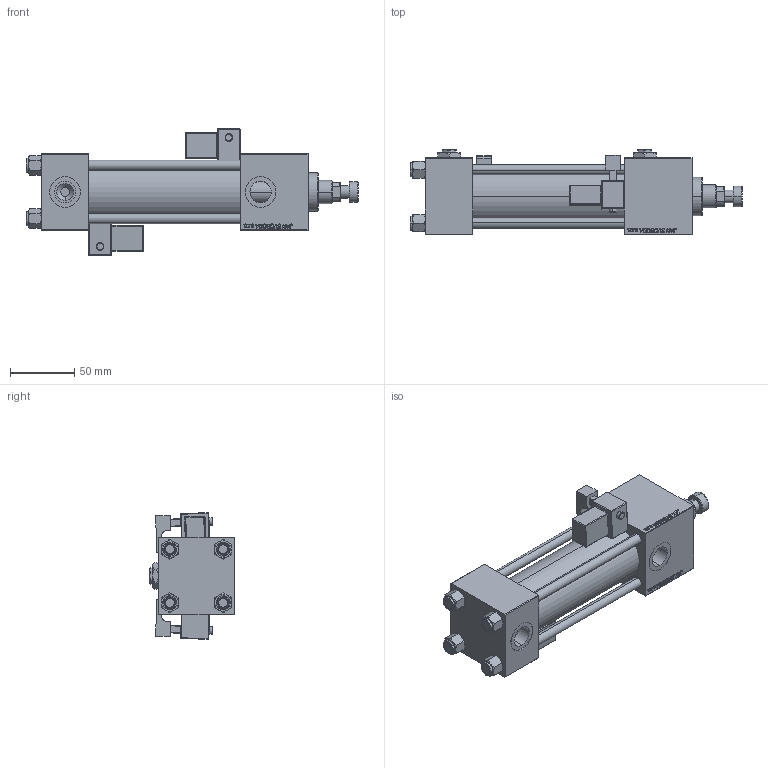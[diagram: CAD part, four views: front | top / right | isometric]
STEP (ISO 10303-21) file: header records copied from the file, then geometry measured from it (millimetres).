
FILE_DESCRIPTION (( 'STEP AP203' ), '1' );
FILE_NAME ('9abd.STEP', '2025-01-27T09:02:59', ( '' ), ( '' ), 'SwSTEP 2.0', 'SolidWorks 2019', '' );
FILE_SCHEMA (( 'CONFIG_CONTROL_DESIGN' ));
Length unit declared in the file: millimetre
Products named in the file (9): 9abd; V215CR_C_Body 2edb94713ed1fabf4e7c96316b1b5921; V215CR_MSU 2edb94713ed1fabf4e7c96316b1b5921; V215CR_VCP_C 2edb94713ed1fabf4e7c96316b1b5921; V215CR_ROD_END_W 2edb94713ed1fabf4e7c96316b1b5921; V215_VC_A 2edb94713ed1fabf4e7c96316b1b5921; Zatka_pro_OIL_PORT 2edb94713ed1fabf4e7c96316b1b5921; V215CR_C_TYCINKA 2edb94713ed1fabf4e7c96316b1b5921; NUT_M5_C 2edb94713ed1fabf4e7c96316b1b5921
Assembly tree (16 placements, depth 2):
  9abd
    V215CR_C_Body 2edb94713ed1fabf4e7c96316b1b5921
    V215CR_VCP_C 2edb94713ed1fabf4e7c96316b1b5921
    NUT_M5_C 2edb94713ed1fabf4e7c96316b1b5921  x4
    V215CR_C_TYCINKA 2edb94713ed1fabf4e7c96316b1b5921  x4
    V215_VC_A 2edb94713ed1fabf4e7c96316b1b5921
    V215CR_ROD_END_W 2edb94713ed1fabf4e7c96316b1b5921
    V215CR_MSU 2edb94713ed1fabf4e7c96316b1b5921  x2
    Zatka_pro_OIL_PORT 2edb94713ed1fabf4e7c96316b1b5921  x2
Bounding box: 259 x 67 x 98.85 mm (x, y, z)
Volume: 493281 mm3; surface area: 147034.1 mm2
Topology: 16 solids, 16 shells, 1417 faces, 3492 edges, 2213 vertices
Faces by surface type: plane 635, bspline 392, cone 180, cylinder 162, torus 24, sphere 24
Entity records: 54922 total; most frequent: CARTESIAN_POINT 28136, ORIENTED_EDGE 5902, DIRECTION 4025, EDGE_CURVE 2951, VERTEX_POINT 1915, LINE 1745, VECTOR 1745, EDGE_LOOP 1318
